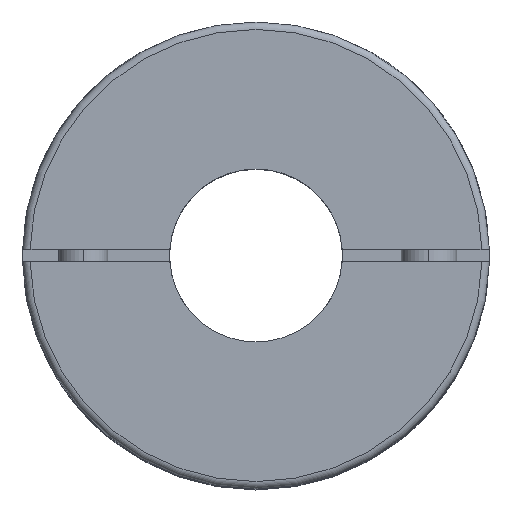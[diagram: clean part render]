
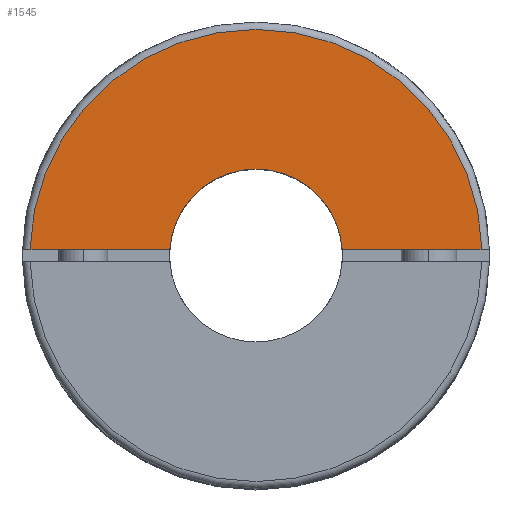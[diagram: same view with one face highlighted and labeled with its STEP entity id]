
A CAD part, top view. The second image highlights one B-rep face of the part: STEP entity #1545.
In plain terms, the highlighted planar face has unit normal (0, 0, 1).
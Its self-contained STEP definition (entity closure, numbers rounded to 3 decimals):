
#52 = DIRECTION ( 'NONE',  ( -1., 0., 0. ) ) ;
#85 = DIRECTION ( 'NONE',  ( 0., 0., -1. ) ) ;
#348 = DIRECTION ( 'NONE',  ( -1., 0., 0. ) ) ;
#375 = LINE ( 'NONE', #1628, #2901 ) ;
#394 = DIRECTION ( 'NONE',  ( -1., 0., 0. ) ) ;
#408 = ORIENTED_EDGE ( 'NONE', *, *, #2785, .F. ) ;
#457 = CARTESIAN_POINT ( 'NONE',  ( 18.293, 0.5, 0. ) ) ;
#638 = ORIENTED_EDGE ( 'NONE', *, *, #1419, .T. ) ;
#653 = DIRECTION ( 'NONE',  ( -1., 0., 0. ) ) ;
#692 = AXIS2_PLACEMENT_3D ( 'NONE', #2912, #85, #394 ) ;
#705 = CARTESIAN_POINT ( 'NONE',  ( 6.982, 0.5, 0. ) ) ;
#715 = VERTEX_POINT ( 'NONE', #705 ) ;
#974 = CIRCLE ( 'NONE', #692, 18.3 ) ;
#1091 = CARTESIAN_POINT ( 'NONE',  ( 18.9, 0.5, 0. ) ) ;
#1400 = VERTEX_POINT ( 'NONE', #4395 ) ;
#1419 = EDGE_CURVE ( 'NONE', #1400, #715, #4156, .T. ) ;
#1492 = VERTEX_POINT ( 'NONE', #2342 ) ;
#1545 = ADVANCED_FACE ( 'NONE', ( #4638 ), #2451, .T. ) ;
#1550 = EDGE_CURVE ( 'NONE', #4063, #715, #375, .T. ) ;
#1628 = CARTESIAN_POINT ( 'NONE',  ( 18.9, 0.5, 0. ) ) ;
#1863 = VECTOR ( 'NONE', #653, 1000. ) ;
#2012 = ORIENTED_EDGE ( 'NONE', *, *, #2492, .F. ) ;
#2202 = AXIS2_PLACEMENT_3D ( 'NONE', #4555, #4196, #4663 ) ;
#2342 = CARTESIAN_POINT ( 'NONE',  ( -18.293, 0.5, 0. ) ) ;
#2451 = PLANE ( 'NONE',  #2202 ) ;
#2492 = EDGE_CURVE ( 'NONE', #1400, #1492, #4469, .T. ) ;
#2785 = EDGE_CURVE ( 'NONE', #1492, #4063, #974, .T. ) ;
#2817 = AXIS2_PLACEMENT_3D ( 'NONE', #3894, #3475, #52 ) ;
#2901 = VECTOR ( 'NONE', #348, 1000. ) ;
#2912 = CARTESIAN_POINT ( 'NONE',  ( 0., 0., 0. ) ) ;
#3174 = EDGE_LOOP ( 'NONE', ( #5536, #408, #2012, #638 ) ) ;
#3475 = DIRECTION ( 'NONE',  ( 0., 0., -1. ) ) ;
#3894 = CARTESIAN_POINT ( 'NONE',  ( 0., 0., 0. ) ) ;
#4063 = VERTEX_POINT ( 'NONE', #457 ) ;
#4156 = CIRCLE ( 'NONE', #2817, 7. ) ;
#4196 = DIRECTION ( 'NONE',  ( 0., 0., 1. ) ) ;
#4395 = CARTESIAN_POINT ( 'NONE',  ( -6.982, 0.5, 0. ) ) ;
#4469 = LINE ( 'NONE', #1091, #1863 ) ;
#4555 = CARTESIAN_POINT ( 'NONE',  ( 0., 18.3, 0. ) ) ;
#4638 = FACE_OUTER_BOUND ( 'NONE', #3174, .T. ) ;
#4663 = DIRECTION ( 'NONE',  ( 1., 0., 0. ) ) ;
#5536 = ORIENTED_EDGE ( 'NONE', *, *, #1550, .F. ) ;
